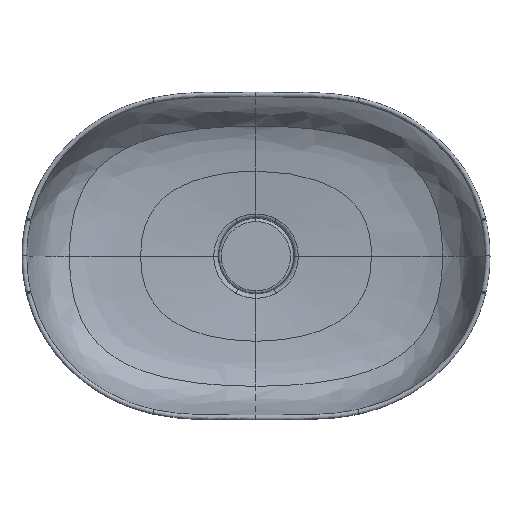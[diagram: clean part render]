
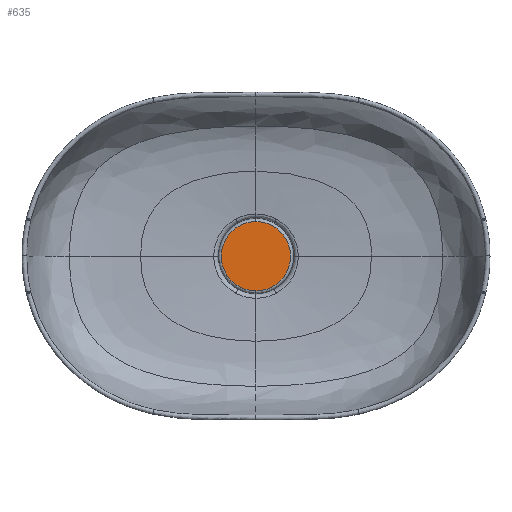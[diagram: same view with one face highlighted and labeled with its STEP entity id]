
A CAD part, top view. The second image highlights one B-rep face of the part: STEP entity #635.
In plain terms, the highlighted planar face has unit normal (0.001, 0, 1).
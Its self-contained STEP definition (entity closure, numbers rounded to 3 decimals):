
#635=ADVANCED_FACE('',(#924),#4069,.T.);
#924=FACE_OUTER_BOUND('',#1215,.T.);
#1215=EDGE_LOOP('',(#1547,#1548,#1549,#1550));
#1547=ORIENTED_EDGE('',*,*,#2800,.F.);
#1548=ORIENTED_EDGE('',*,*,#2801,.T.);
#1549=ORIENTED_EDGE('',*,*,#2813,.T.);
#1550=ORIENTED_EDGE('',*,*,#2797,.F.);
#2797=EDGE_CURVE('',#3628,#3629,#3433,.T.);
#2800=EDGE_CURVE('',#3627,#3628,#3436,.T.);
#2801=EDGE_CURVE('',#3627,#3631,#3437,.T.);
#2813=EDGE_CURVE('',#3631,#3629,#3449,.T.);
#3433=(
BOUNDED_CURVE()
B_SPLINE_CURVE(2,(#4606,#4607,#4608),.UNSPECIFIED.,.F.,.F.)
B_SPLINE_CURVE_WITH_KNOTS((3,3),(0.,58.124),.UNSPECIFIED.)
CURVE()
GEOMETRIC_REPRESENTATION_ITEM()
RATIONAL_B_SPLINE_CURVE((1.,0.707,1.))
REPRESENTATION_ITEM('')
);
#3436=(
BOUNDED_CURVE()
B_SPLINE_CURVE(2,(#4615,#4616,#4617),.UNSPECIFIED.,.F.,.F.)
B_SPLINE_CURVE_WITH_KNOTS((3,3),(174.373,232.497),
 .UNSPECIFIED.)
CURVE()
GEOMETRIC_REPRESENTATION_ITEM()
RATIONAL_B_SPLINE_CURVE((1.,0.707,1.))
REPRESENTATION_ITEM('')
);
#3437=(
BOUNDED_CURVE()
B_SPLINE_CURVE(2,(#4618,#4619,#4620),.UNSPECIFIED.,.F.,.F.)
B_SPLINE_CURVE_WITH_KNOTS((3,3),(-174.373,-116.249),
 .UNSPECIFIED.)
CURVE()
GEOMETRIC_REPRESENTATION_ITEM()
RATIONAL_B_SPLINE_CURVE((1.,0.707,1.))
REPRESENTATION_ITEM('')
);
#3449=(
BOUNDED_CURVE()
B_SPLINE_CURVE(2,(#4660,#4661,#4662),.UNSPECIFIED.,.F.,.F.)
B_SPLINE_CURVE_WITH_KNOTS((3,3),(-116.249,-58.124),
 .UNSPECIFIED.)
CURVE()
GEOMETRIC_REPRESENTATION_ITEM()
RATIONAL_B_SPLINE_CURVE((1.,0.707,1.))
REPRESENTATION_ITEM('')
);
#3627=VERTEX_POINT('',#4526);
#3628=VERTEX_POINT('',#4527);
#3629=VERTEX_POINT('',#4528);
#3631=VERTEX_POINT('',#4530);
#4069=PLANE('',#4114);
#4114=AXIS2_PLACEMENT_3D('',#4335,#4142,$);
#4142=DIRECTION('',(0.001,0.,1.));
#4335=CARTESIAN_POINT('',(-44.584,44.313,-99.658));
#4526=CARTESIAN_POINT('',(-0.104,-37.071,-99.675));
#4527=CARTESIAN_POINT('',(-37.136,-0.097,-99.656));
#4528=CARTESIAN_POINT('',(-0.162,36.935,-99.687));
#4530=CARTESIAN_POINT('',(36.87,-0.039,-99.706));
#4606=CARTESIAN_POINT('',(-37.136,-0.097,-99.656));
#4607=CARTESIAN_POINT('',(-37.165,36.906,-99.662));
#4608=CARTESIAN_POINT('',(-0.162,36.935,-99.687));
#4615=CARTESIAN_POINT('',(-0.104,-37.071,-99.675));
#4616=CARTESIAN_POINT('',(-37.107,-37.1,-99.65));
#4617=CARTESIAN_POINT('',(-37.136,-0.097,-99.656));
#4618=CARTESIAN_POINT('',(-0.104,-37.071,-99.675));
#4619=CARTESIAN_POINT('',(36.899,-37.042,-99.7));
#4620=CARTESIAN_POINT('',(36.87,-0.039,-99.706));
#4660=CARTESIAN_POINT('',(36.87,-0.039,-99.706));
#4661=CARTESIAN_POINT('',(36.841,36.964,-99.712));
#4662=CARTESIAN_POINT('',(-0.162,36.935,-99.687));
